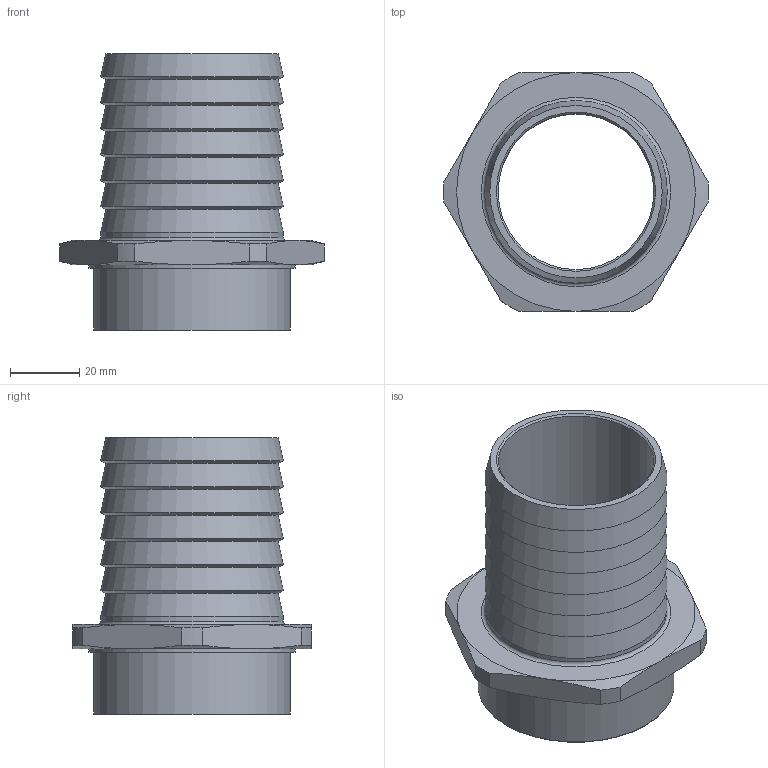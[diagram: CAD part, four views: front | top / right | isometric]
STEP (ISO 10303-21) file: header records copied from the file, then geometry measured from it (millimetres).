
FILE_DESCRIPTION(( 'RA.30.50.02.STP' ), '1');
FILE_NAME( 'RA.30.50.02.STP', '2018-10-11T14:30:02',( 'Sopra'),('sopra-pneumatic.com'), 'SwSTEP 2.0','SolidWorks 2009','' );
FILE_SCHEMA (('AUTOMOTIVE_DESIGN { 1 0 10303 214 1 1 1 1 }'));
Length unit declared in the file: millimetre
Products named in the file (2): Root; 401073_1-3_VERSCHR_50_2
Assembly tree (1 placements, depth 2):
  Root
    401073_1-3_VERSCHR_50_2
Bounding box: 76.47 x 69 x 80 mm (x, y, z)
Volume: 53475.4 mm3; surface area: 30632.9 mm2
Topology: 1 solids, 1 shells, 52 faces, 118 edges, 71 vertices
Faces by surface type: cone 29, cylinder 11, plane 11, torus 1
Full cylindrical faces by diameter (mm): 45 x1, 49.5 x1, 52.7 x1, 56.656 x1, 59.614 x1
Entity records: 2196 total; most frequent: DIRECTION 270, CARTESIAN_POINT 204, PRESENTATION_STYLE_ASSIGNMENT 175, COLOUR_RGB 175, DRAUGHTING_PRE_DEFINED_CURVE_FONT 174, CURVE_STYLE 174, OVER_RIDING_STYLED_ITEM 174, ORIENTED_EDGE 174
